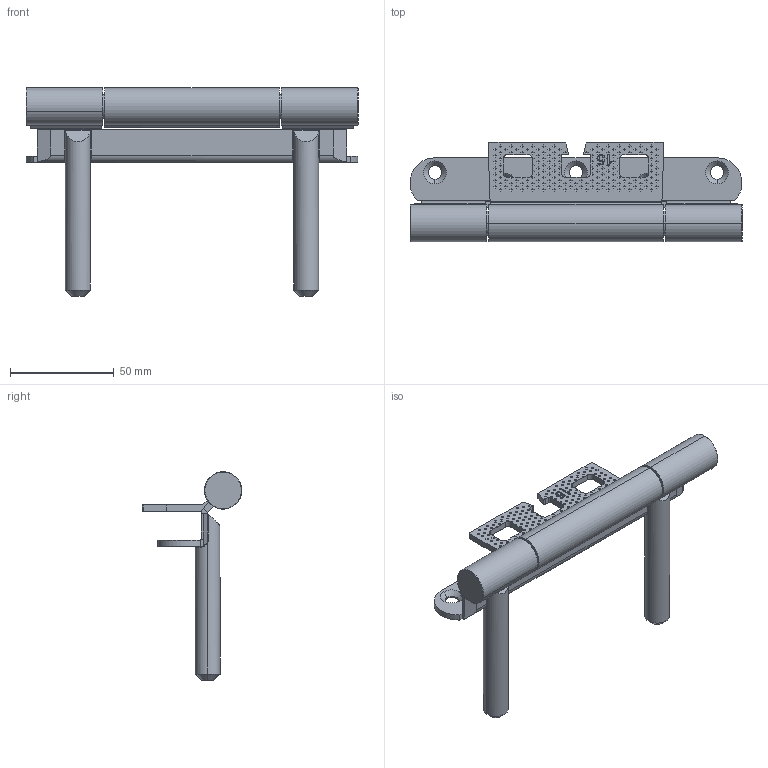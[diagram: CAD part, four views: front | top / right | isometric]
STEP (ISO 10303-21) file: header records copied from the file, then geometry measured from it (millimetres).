
FILE_DESCRIPTION (( 'STEP AP203' ), '1' );
FILE_NAME ('OBX-18-1531-160-LG-RC-A-SI_D042-26628.STEP', '2022-05-04T10:13:12', ( '' ), ( '' ), 'SwSTEP 2.0', 'SolidWorks 2020', '' );
FILE_SCHEMA (( 'CONFIG_CONTROL_DESIGN' ));
Length unit declared in the file: millimetre
Products named in the file (10): D043-14313; DIN5401-III; D044-25102_R3,5; D042-26437; OBX-18-1531-160-LG-RC-A-SI_D042-26628; D044-14308; D046-14312; B01572; D044-14309; D043-25250
Assembly tree (14 placements, depth 3):
  OBX-18-1531-160-LG-RC-A-SI_D042-26628
    D042-26437
      D044-14309
      D043-25250
      DIN5401-III  x2
      B01572  x2
      D044-14308  x2
      D046-14312  x2
      D043-14313
    D044-25102_R3,5  x2
Bounding box: 160 x 48 x 100.5 mm (x, y, z)
Volume: 79227.2 mm3; surface area: 41324.6 mm2
Topology: 15 solids, 15 shells, 1900 faces, 4125 edges, 2602 vertices
Faces by surface type: plane 1638, cylinder 143, bspline 63, cone 40, sphere 12, torus 4
Entity records: 52925 total; most frequent: CARTESIAN_POINT 12265, ORIENTED_EDGE 7892, DIRECTION 7627, EDGE_CURVE 3946, VECTOR 3519, LINE 3519, VERTEX_POINT 2495, EDGE_LOOP 2185
